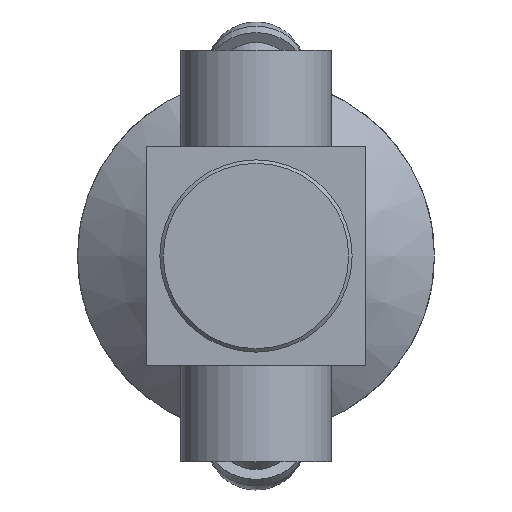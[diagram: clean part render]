
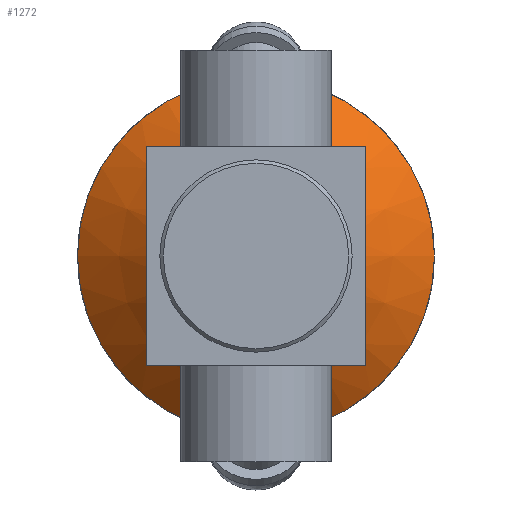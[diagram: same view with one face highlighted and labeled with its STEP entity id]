
A CAD part, front view. The second image highlights one B-rep face of the part: STEP entity #1272.
In plain terms, the highlighted conical face has half-angle 50 degrees and reference radius 20 mm.
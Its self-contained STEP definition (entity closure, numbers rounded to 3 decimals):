
#42=CONICAL_SURFACE('',#1387,20.,0.873);
#205=FACE_OUTER_BOUND('',#291,.T.);
#291=EDGE_LOOP('',(#938,#939,#940,#941));
#391=CIRCLE('',#1388,26.);
#392=CIRCLE('',#1389,14.);
#476=LINE('',#2181,#551);
#551=VECTOR('',#1584,20.);
#638=VERTEX_POINT('',#2178);
#639=VERTEX_POINT('',#2180);
#750=EDGE_CURVE('',#638,#638,#391,.T.);
#751=EDGE_CURVE('',#638,#639,#476,.T.);
#752=EDGE_CURVE('',#639,#639,#392,.T.);
#938=ORIENTED_EDGE('',*,*,#750,.F.);
#939=ORIENTED_EDGE('',*,*,#751,.T.);
#940=ORIENTED_EDGE('',*,*,#752,.T.);
#941=ORIENTED_EDGE('',*,*,#751,.F.);
#1272=ADVANCED_FACE('',(#205),#42,.T.);
#1387=AXIS2_PLACEMENT_3D('',#2177,#1580,#1581);
#1388=AXIS2_PLACEMENT_3D('',#2179,#1582,#1583);
#1389=AXIS2_PLACEMENT_3D('',#2182,#1585,#1586);
#1580=DIRECTION('center_axis',(0.,1.,0.));
#1581=DIRECTION('ref_axis',(-1.,0.,0.));
#1582=DIRECTION('center_axis',(0.,1.,0.));
#1583=DIRECTION('ref_axis',(-1.,0.,0.));
#1584=DIRECTION('',(-0.766,-0.643,0.));
#1585=DIRECTION('center_axis',(0.,1.,0.));
#1586=DIRECTION('ref_axis',(-1.,0.,0.));
#2177=CARTESIAN_POINT('Origin',(0.,41.825,
0.));
#2178=CARTESIAN_POINT('',(26.,46.859,0.));
#2179=CARTESIAN_POINT('Origin',(0.,46.859,0.));
#2180=CARTESIAN_POINT('',(14.,36.79,0.));
#2181=CARTESIAN_POINT('',(20.,41.825,0.));
#2182=CARTESIAN_POINT('Origin',(0.,36.79,0.));
